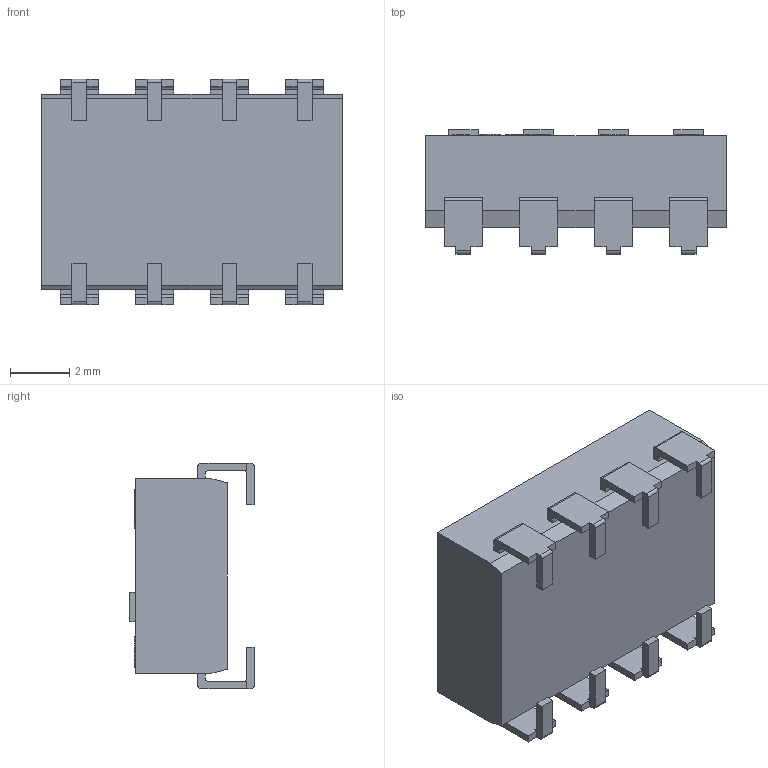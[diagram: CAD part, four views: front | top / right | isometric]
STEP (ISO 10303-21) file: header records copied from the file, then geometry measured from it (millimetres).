
FILE_DESCRIPTION (( 'STEP AP214' ), '1' );
FILE_NAME ('4B3457B4-35A6-493F-A96D-EB725BD370F9.STEP', '2009-01-22T11:20:19', ( 'sysAdmin' ), ( 'SolidWorks' ), 'SwSTEP 2.0', 'SolidWorks 2009', '' );
FILE_SCHEMA (( 'AUTOMOTIVE_DESIGN' ));
Length unit declared in the file: millimetre
Products named in the file (1): 4B3457B4-35A6-493F-A96D-EB725BD370F9
Bounding box: 10.16 x 4.2 x 7.62 mm (x, y, z)
Volume: 208.3 mm3; surface area: 324.5 mm2
Topology: 1 solids, 1 shells, 263 faces, 711 edges, 474 vertices
Faces by surface type: plane 196, bspline 35, cylinder 32
Entity records: 12759 total; most frequent: CARTESIAN_POINT 3388, ORIENTED_EDGE 1422, DIRECTION 1163, EDGE_CURVE 711, VECTOR 577, LINE 577, VERTEX_POINT 474, AXIS2_PLACEMENT_3D 293
